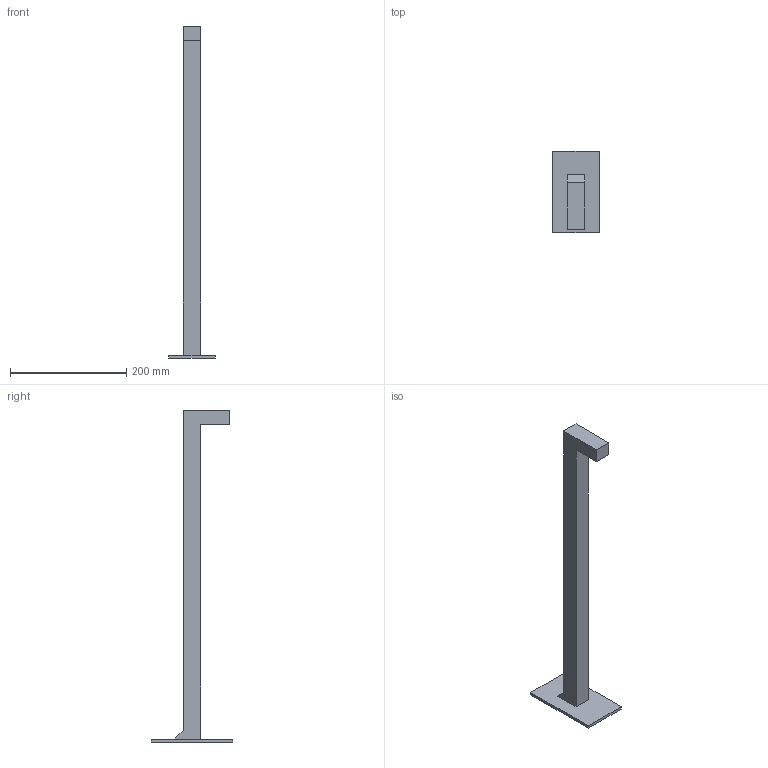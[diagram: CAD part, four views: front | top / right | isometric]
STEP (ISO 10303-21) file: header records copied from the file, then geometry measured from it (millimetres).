
FILE_DESCRIPTION( ( '' ), ' ' );
FILE_NAME( '5eb9a5ba8e15270ff01853d4.step', '2020-05-11T19:21:30', ( '' ), ( '' ), ' ', ' ', ' ' );
FILE_SCHEMA( ( 'AUTOMOTIVE_DESIGN { 1 0 10303 214 1 1 1 1 }' ) );
Length unit declared in the file: metre
Products named in the file (1): Part 1
Bounding box: 80 x 140 x 570 mm (x, y, z)
Volume: 605375 mm3; surface area: 97861.4 mm2
Topology: 1 solids, 1 shells, 14 faces, 33 edges, 22 vertices
Faces by surface type: plane 14
Entity records: 525 total; most frequent: CARTESIAN_POINT 70, ORIENTED_EDGE 66, DIRECTION 63, EDGE_CURVE 33, LINE 33, VECTOR 33, VERTEX_POINT 22, AXIS2_PLACEMENT_3D 15
